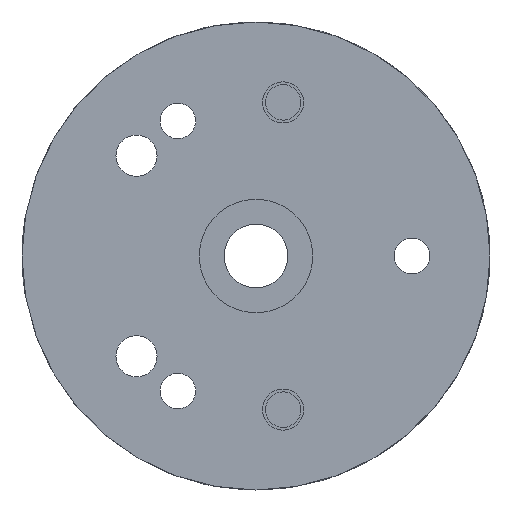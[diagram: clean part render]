
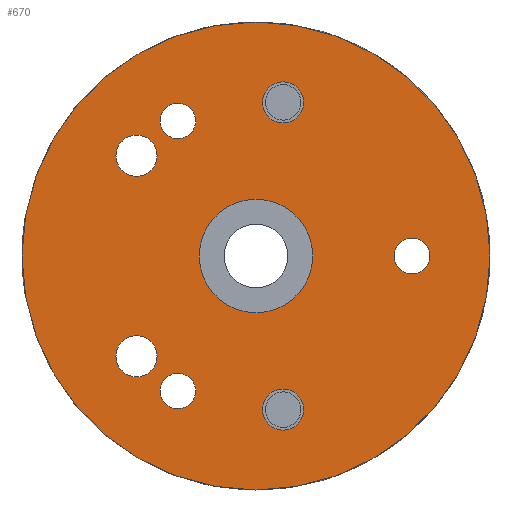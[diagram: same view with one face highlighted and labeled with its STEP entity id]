
A CAD part, front view. The second image highlights one B-rep face of the part: STEP entity #670.
In plain terms, the highlighted planar face has unit normal (0, -1, 0).
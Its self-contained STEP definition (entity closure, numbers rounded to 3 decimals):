
#32=FACE_BOUND('',#147,.T.);
#33=FACE_BOUND('',#148,.T.);
#34=FACE_BOUND('',#149,.T.);
#35=FACE_BOUND('',#150,.T.);
#36=FACE_BOUND('',#151,.T.);
#37=FACE_BOUND('',#152,.T.);
#38=FACE_BOUND('',#153,.T.);
#39=FACE_BOUND('',#154,.T.);
#60=PLANE('',#745);
#93=FACE_OUTER_BOUND('',#146,.T.);
#146=EDGE_LOOP('',(#558));
#147=EDGE_LOOP('',(#559));
#148=EDGE_LOOP('',(#560));
#149=EDGE_LOOP('',(#561));
#150=EDGE_LOOP('',(#562));
#151=EDGE_LOOP('',(#563));
#152=EDGE_LOOP('',(#564));
#153=EDGE_LOOP('',(#565));
#154=EDGE_LOOP('',(#566));
#281=CIRCLE('',#728,1.45);
#283=CIRCLE('',#731,1.45);
#289=CIRCLE('',#741,1.45);
#291=CIRCLE('',#744,1.45);
#292=CIRCLE('',#746,16.5);
#293=CIRCLE('',#747,4.);
#294=CIRCLE('',#748,1.25);
#295=CIRCLE('',#749,1.25);
#296=CIRCLE('',#750,1.25);
#333=VERTEX_POINT('',#1073);
#335=VERTEX_POINT('',#1079);
#341=VERTEX_POINT('',#1098);
#343=VERTEX_POINT('',#1104);
#344=VERTEX_POINT('',#1108);
#345=VERTEX_POINT('',#1110);
#346=VERTEX_POINT('',#1112);
#347=VERTEX_POINT('',#1114);
#348=VERTEX_POINT('',#1116);
#406=EDGE_CURVE('',#333,#333,#281,.T.);
#409=EDGE_CURVE('',#335,#335,#283,.T.);
#418=EDGE_CURVE('',#341,#341,#289,.T.);
#421=EDGE_CURVE('',#343,#343,#291,.T.);
#422=EDGE_CURVE('',#344,#344,#292,.T.);
#423=EDGE_CURVE('',#345,#345,#293,.T.);
#424=EDGE_CURVE('',#346,#346,#294,.T.);
#425=EDGE_CURVE('',#347,#347,#295,.T.);
#426=EDGE_CURVE('',#348,#348,#296,.T.);
#558=ORIENTED_EDGE('',*,*,#422,.T.);
#559=ORIENTED_EDGE('',*,*,#406,.T.);
#560=ORIENTED_EDGE('',*,*,#409,.T.);
#561=ORIENTED_EDGE('',*,*,#418,.T.);
#562=ORIENTED_EDGE('',*,*,#421,.T.);
#563=ORIENTED_EDGE('',*,*,#423,.T.);
#564=ORIENTED_EDGE('',*,*,#424,.T.);
#565=ORIENTED_EDGE('',*,*,#425,.T.);
#566=ORIENTED_EDGE('',*,*,#426,.T.);
#670=ADVANCED_FACE('',(#93,#32,#33,#34,#35,#36,#37,#38,#39),#60,.T.);
#728=AXIS2_PLACEMENT_3D('',#1075,#878,#879);
#731=AXIS2_PLACEMENT_3D('',#1081,#885,#886);
#741=AXIS2_PLACEMENT_3D('',#1100,#908,#909);
#744=AXIS2_PLACEMENT_3D('',#1106,#915,#916);
#745=AXIS2_PLACEMENT_3D('',#1107,#917,#918);
#746=AXIS2_PLACEMENT_3D('',#1109,#919,#920);
#747=AXIS2_PLACEMENT_3D('',#1111,#921,#922);
#748=AXIS2_PLACEMENT_3D('',#1113,#923,#924);
#749=AXIS2_PLACEMENT_3D('',#1115,#925,#926);
#750=AXIS2_PLACEMENT_3D('',#1117,#927,#928);
#878=DIRECTION('center_axis',(0.,1.,0.));
#879=DIRECTION('ref_axis',(-1.,0.,0.));
#885=DIRECTION('center_axis',(0.,1.,0.));
#886=DIRECTION('ref_axis',(-1.,0.,0.));
#908=DIRECTION('center_axis',(0.,1.,0.));
#909=DIRECTION('ref_axis',(-1.,0.,0.));
#915=DIRECTION('center_axis',(0.,1.,0.));
#916=DIRECTION('ref_axis',(-1.,0.,0.));
#917=DIRECTION('center_axis',(0.,-1.,0.));
#918=DIRECTION('ref_axis',(1.,0.,0.));
#919=DIRECTION('center_axis',(0.,-1.,0.));
#920=DIRECTION('ref_axis',(1.,0.,0.));
#921=DIRECTION('center_axis',(0.,1.,0.));
#922=DIRECTION('ref_axis',(-1.,0.,0.));
#923=DIRECTION('center_axis',(0.,1.,0.));
#924=DIRECTION('ref_axis',(1.,0.,0.));
#925=DIRECTION('center_axis',(0.,1.,0.));
#926=DIRECTION('ref_axis',(1.,0.,0.));
#927=DIRECTION('center_axis',(0.,1.,0.));
#928=DIRECTION('ref_axis',(1.,0.,0.));
#1073=CARTESIAN_POINT('',(35.024,-26.076,10.165));
#1075=CARTESIAN_POINT('Origin',(33.574,-26.076,10.165));
#1079=CARTESIAN_POINT('',(35.024,-26.076,-3.977));
#1081=CARTESIAN_POINT('Origin',(33.574,-26.076,-3.977));
#1098=CARTESIAN_POINT('',(45.36,-26.076,13.927));
#1100=CARTESIAN_POINT('Origin',(43.91,-26.076,13.927));
#1104=CARTESIAN_POINT('',(45.36,-26.076,-7.739));
#1106=CARTESIAN_POINT('Origin',(43.91,-26.076,-7.739));
#1107=CARTESIAN_POINT('Origin',(42.,-26.076,3.094));
#1108=CARTESIAN_POINT('',(25.5,-26.076,3.094));
#1109=CARTESIAN_POINT('Origin',(42.,-26.076,3.094));
#1110=CARTESIAN_POINT('',(46.,-26.076,3.094));
#1111=CARTESIAN_POINT('Origin',(42.,-26.076,3.094));
#1112=CARTESIAN_POINT('',(35.244,-26.076,12.617));
#1113=CARTESIAN_POINT('Origin',(36.494,-26.076,12.617));
#1114=CARTESIAN_POINT('',(51.75,-26.076,3.094));
#1115=CARTESIAN_POINT('Origin',(53.,-26.076,3.094));
#1116=CARTESIAN_POINT('',(35.244,-26.076,-6.429));
#1117=CARTESIAN_POINT('Origin',(36.494,-26.076,-6.429));
